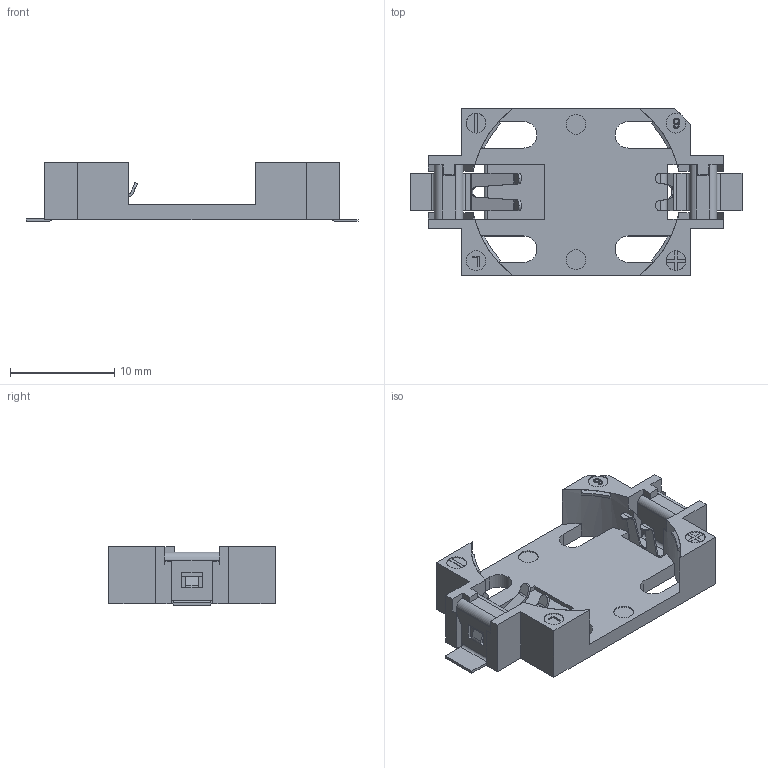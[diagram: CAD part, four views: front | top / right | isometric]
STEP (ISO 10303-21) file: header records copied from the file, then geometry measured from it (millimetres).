
FILE_DESCRIPTION(/* description */ ('Unknown'),/* implementation_level */ '2;1');
FILE_NAME(/* name */ '79527141',/* time_stamp */ '2020-07-07T10:23:21+02:00',/* author */ ('Unknown'),/* organization */ ('Unknown'),/* preprocessor_version */ 'ST-DEVELOPER v16.7',/* originating_system */ 'DEX',/* authorisation */ $);
FILE_SCHEMA (('AUTOMOTIVE_DESIGN {1 0 10303 214 3 1 1}'));
Length unit declared in the file: millimetre
Products named in the file (4): 79527141; Insulator; pin_1; pin_2
Assembly tree (3 placements, depth 2):
  79527141
    Insulator
    pin_1
    pin_2
Bounding box: 31.9 x 16 x 5.65 mm (x, y, z)
Volume: 796.6 mm3; surface area: 1776.6 mm2
Topology: 3 solids, 3 shells, 311 faces, 829 edges, 534 vertices
Faces by surface type: plane 233, cylinder 63, cone 8, bspline 7
Full cylindrical faces by diameter (mm): 1.4 x4, 1.9 x5
Entity records: 9822 total; most frequent: CARTESIAN_POINT 1936, ORIENTED_EDGE 1634, DIRECTION 1564, EDGE_CURVE 817, LINE 644, VECTOR 644, VERTEX_POINT 532, AXIS2_PLACEMENT_3D 460
